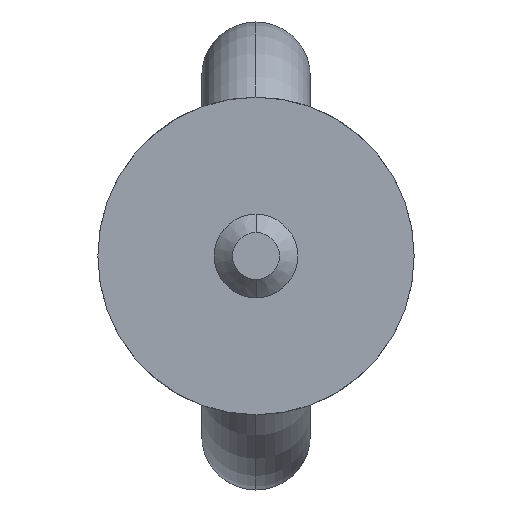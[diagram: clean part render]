
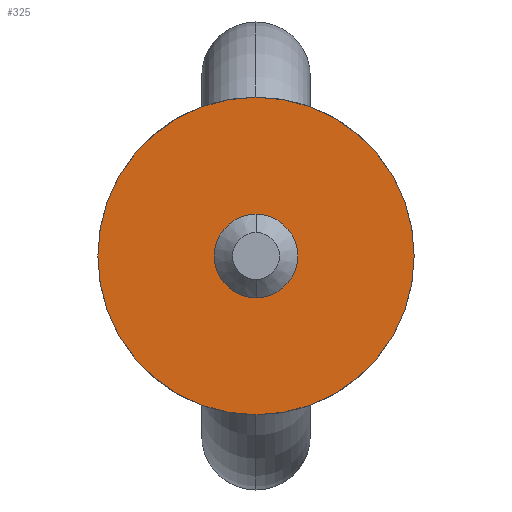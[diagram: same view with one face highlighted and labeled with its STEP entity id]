
A CAD part, front view. The second image highlights one B-rep face of the part: STEP entity #325.
In plain terms, the highlighted planar face has unit normal (0, -1, 0).
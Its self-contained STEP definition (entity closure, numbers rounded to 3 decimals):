
#325=ADVANCED_FACE('',(#829,#830),#831,.T.);
#829=FACE_OUTER_BOUND('',#1778,.T.);
#830=FACE_BOUND('',#1779,.T.);
#831=PLANE('',#1780);
#1778=EDGE_LOOP('',(#4042,#4043,#4044,#4045));
#1779=EDGE_LOOP('',(#4046,#4047));
#1780=AXIS2_PLACEMENT_3D('',#4048,#4049,#4050);
#4042=ORIENTED_EDGE('',*,*,#5725,.F.);
#4043=ORIENTED_EDGE('',*,*,#5706,.T.);
#4044=ORIENTED_EDGE('',*,*,#5737,.T.);
#4045=ORIENTED_EDGE('',*,*,#5714,.F.);
#4046=ORIENTED_EDGE('',*,*,#5687,.T.);
#4047=ORIENTED_EDGE('',*,*,#5786,.T.);
#4048=CARTESIAN_POINT('',(-25.0,-43.25,0.0));
#4049=DIRECTION('',(0.0,-1.0,0.0));
#4050=DIRECTION('',(0.0,0.0,-1.0));
#5687=EDGE_CURVE('',#6503,#6507,#6509,.T.);
#5706=EDGE_CURVE('',#6538,#6535,#6539,.T.);
#5714=EDGE_CURVE('',#6550,#6553,#6554,.T.);
#5725=EDGE_CURVE('',#6538,#6550,#6572,.T.);
#5737=EDGE_CURVE('',#6535,#6553,#6591,.T.);
#5786=EDGE_CURVE('',#6507,#6503,#6652,.T.);
#6503=VERTEX_POINT('',#7699);
#6507=VERTEX_POINT('',#7703);
#6509=CIRCLE('',#7705,4.85);
#6535=VERTEX_POINT('',#7739);
#6538=VERTEX_POINT('',#7743);
#6539=CIRCLE('',#7744,18.921);
#6550=VERTEX_POINT('',#7794);
#6553=VERTEX_POINT('',#7798);
#6554=CIRCLE('',#7799,18.921);
#6572=CIRCLE('',#7898,18.921);
#6591=CIRCLE('',#7995,18.921);
#6652=CIRCLE('',#8242,4.85);
#7699=CARTESIAN_POINT('',(0.0,-43.25,4.85));
#7703=CARTESIAN_POINT('',(0.,-43.25,-4.85));
#7705=AXIS2_PLACEMENT_3D('',#11092,#11093,#11094);
#7739=CARTESIAN_POINT('',(0.,-43.25,-19.0));
#7743=CARTESIAN_POINT('',(-18.921,-43.25,0.0));
#7744=AXIS2_PLACEMENT_3D('',#11116,#11117,#11118);
#7794=CARTESIAN_POINT('',(0.,-43.25,19.0));
#7798=CARTESIAN_POINT('',(18.921,-43.25,0.0));
#7799=AXIS2_PLACEMENT_3D('',#11128,#11129,#11130);
#7898=AXIS2_PLACEMENT_3D('',#11146,#11147,#11148);
#7995=AXIS2_PLACEMENT_3D('',#11159,#11160,#11161);
#8242=AXIS2_PLACEMENT_3D('',#11205,#11206,#11207);
#11092=CARTESIAN_POINT('',(0.0,-43.25,0.0));
#11093=DIRECTION('',(0.0,1.0,0.0));
#11094=DIRECTION('',(0.0,0.0,1.0));
#11116=CARTESIAN_POINT('',(0.0,-43.25,-0.079));
#11117=DIRECTION('',(0.0,-1.0,0.0));
#11118=DIRECTION('',(0.0,0.0,-1.0));
#11128=CARTESIAN_POINT('',(0.0,-43.25,0.079));
#11129=DIRECTION('',(0.0,1.0,0.0));
#11130=DIRECTION('',(0.0,0.0,1.0));
#11146=CARTESIAN_POINT('',(0.0,-43.25,0.079));
#11147=DIRECTION('',(0.0,1.0,0.0));
#11148=DIRECTION('',(0.0,0.0,1.0));
#11159=CARTESIAN_POINT('',(0.0,-43.25,-0.079));
#11160=DIRECTION('',(0.0,-1.0,0.0));
#11161=DIRECTION('',(0.0,0.0,-1.0));
#11205=CARTESIAN_POINT('',(0.0,-43.25,0.0));
#11206=DIRECTION('',(0.0,1.0,0.0));
#11207=DIRECTION('',(0.0,0.0,1.0));
